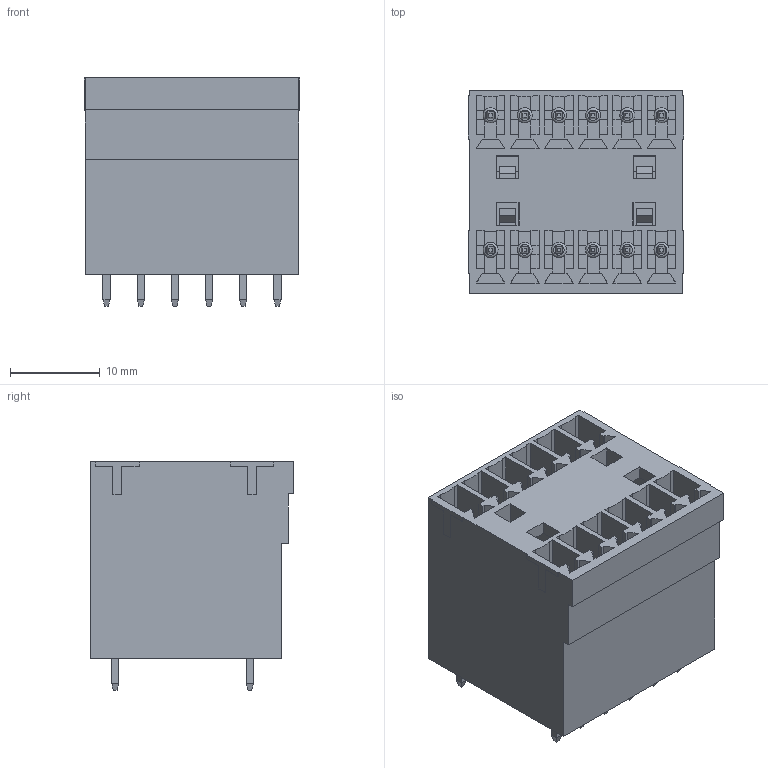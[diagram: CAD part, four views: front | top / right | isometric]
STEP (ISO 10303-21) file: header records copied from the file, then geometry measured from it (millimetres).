
FILE_DESCRIPTION(/* description */ ('Unknown'),/* implementation_level */ '2;1');
FILE_NAME(/* name */ '691329300012',/* time_stamp */ '2023-08-23T17:39:28+02:00',/* author */ ('Unknown'),/* organization */ ('Unknown'),/* preprocessor_version */ 'ST-DEVELOPER v18.102',/* originating_system */ 'Solid Edge',/* authorisation */ 'Unknown');
FILE_SCHEMA (('AUTOMOTIVE_DESIGN {1 0 10303 214 3 1 1}'));
Length unit declared in the file: millimetre
Products named in the file (4): 6913293000xx; 691329300012; 6913293000xx_PIN; 691329300012_CAPOT
Assembly tree (14 placements, depth 2):
  6913293000xx
    691329300012
    6913293000xx_PIN  x12
    691329300012_CAPOT
Bounding box: 24.05 x 22.7 x 25.5 mm (x, y, z)
Volume: 4760.2 mm3; surface area: 12260.2 mm2
Topology: 14 solids, 14 shells, 1020 faces, 2726 edges, 1734 vertices
Faces by surface type: plane 984, cylinder 24, torus 12
Full cylindrical faces by diameter (mm): 1.68 x12
Entity records: 27180 total; most frequent: CARTESIAN_POINT 4809, ORIENTED_EDGE 4764, DIRECTION 4264, EDGE_CURVE 2382, LINE 2262, VECTOR 2262, VERTEX_POINT 1546, AXIS2_PLACEMENT_3D 1001
